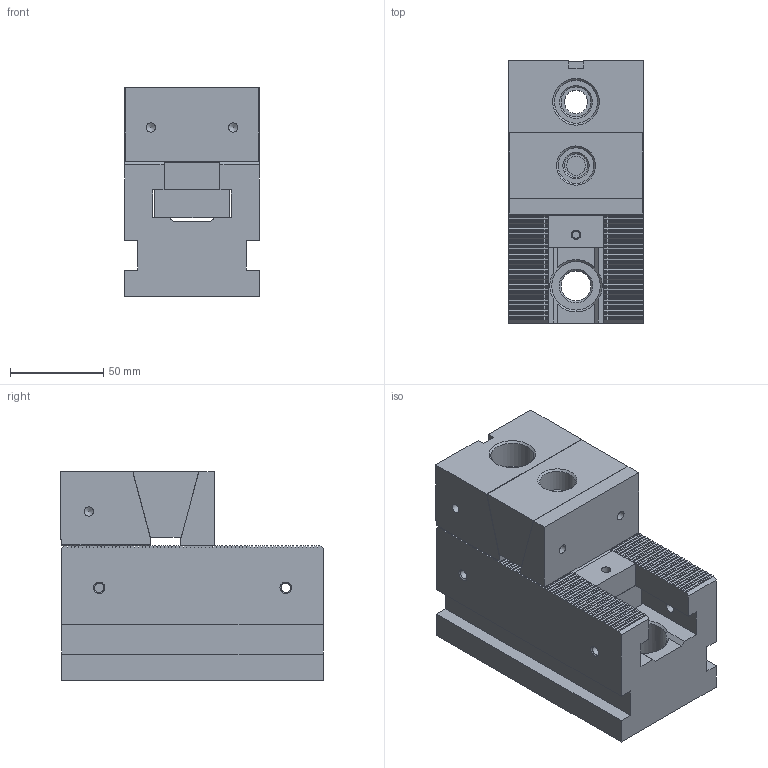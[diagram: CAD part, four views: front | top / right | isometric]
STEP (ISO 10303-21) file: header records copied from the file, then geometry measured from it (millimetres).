
FILE_DESCRIPTION( ( 'Unknown' ), '1' );
FILE_NAME( 'SVF-C-7214-100-C.stp', 'Unknown', ( 'Unknown' ), ( 'Unknown' ), 'PSStep 17.0.49', 'Unknown', ' ' );
FILE_SCHEMA( ( 'AUTOMOTIVE_DESIGN { 1 0 10303 214 1 1 1 1 }' ) );
Length unit declared in the file: millimetre
Products named in the file (13): SVF-AB03-72; 1-SVF-AB03-72-1; 1-SVF-AB03-72-2; SVF-A01-72; 1-SVF-ABT-72-2; 1-SVF-A01-72-1; SVF-AB04-72; 4-01-CAPA-M6L15; 1-SVF-AB04-72-2; 1-SVF-AB04-72-1; 3-SVF-AB03-A01-AB04-72; Assem1; SVF-AB01-7214-100
Assembly tree (13 placements, depth 4):
  Assem1
    SVF-AB01-7214-100
    3-SVF-AB03-A01-AB04-72
      SVF-AB03-72
        1-SVF-AB03-72-1
        1-SVF-AB03-72-2
      SVF-A01-72
        1-SVF-ABT-72-2
        1-SVF-A01-72-1
      SVF-AB04-72
        4-01-CAPA-M6L15  x2
        1-SVF-AB04-72-2
        1-SVF-AB04-72-1
Bounding box: 72 x 140.5 x 111.7 mm (x, y, z)
Volume: 770717.6 mm3; surface area: 136314.6 mm2
Topology: 9 solids, 9 shells, 904 faces, 2522 edges, 1641 vertices
Faces by surface type: plane 707, cylinder 99, cone 96, torus 2
Full cylindrical faces by diameter (mm): 3.3 x2, 5 x42, 5.4 x2, 6 x28, 6.5 x2, 7.5 x2, 10 x2, 10.2 x1, 11 x2, 12.5 x2, 16 x3, 19 x1, 23 x1, 26 x2
Entity records: 32723 total; most frequent: CARTESIAN_POINT 4647, ORIENTED_EDGE 4430, DIRECTION 4089, EDGE_CURVE 2215, LINE 2011, VECTOR 2011, VERTEX_POINT 1533, AXIS2_PLACEMENT_3D 1039
